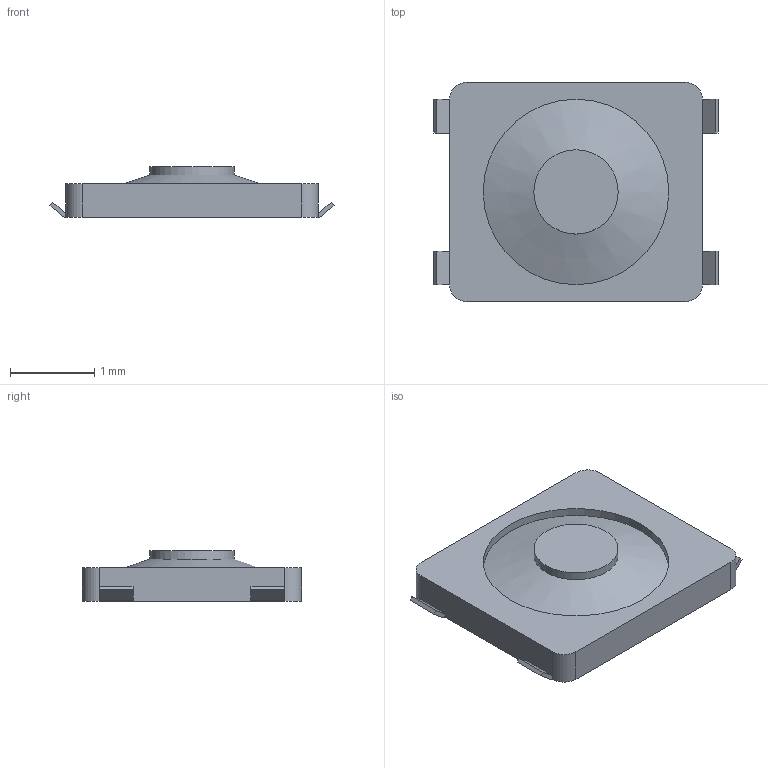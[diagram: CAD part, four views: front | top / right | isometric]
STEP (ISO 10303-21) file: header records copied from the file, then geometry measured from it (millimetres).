
FILE_DESCRIPTION(/* description */ (''),/* implementation_level */ '2;1');
FILE_NAME(/* name */ 'knapp.stp',/* time_stamp */ '2023-01-13T22:07:11+01:00',/* author */ (''),/* organization */ (''),/* preprocessor_version */ 'ST-DEVELOPER v15.2',/* originating_system */ 'Autodesk Translator Framework v2.0.0.5431',/* authorisation */ '');
FILE_SCHEMA (('AUTOMOTIVE_DESIGN { 1 0 10303 214 3 1 1 }'));
Length unit declared in the file: centimetre
Products named in the file (1): knapp
Bounding box: 3.37 x 2.6 x 0.6 mm (x, y, z)
Volume: 3.2 mm3; surface area: 31.2 mm2
Topology: 7 solids, 7 shells, 46 faces, 93 edges, 62 vertices
Faces by surface type: plane 35, cylinder 10, cone 1
Full cylindrical faces by diameter (mm): 1 x1, 2.2 x1
Entity records: 1200 total; most frequent: DIRECTION 206, CARTESIAN_POINT 199, ORIENTED_EDGE 180, EDGE_CURVE 90, AXIS2_PLACEMENT_3D 69, LINE 68, VECTOR 68, VERTEX_POINT 62
